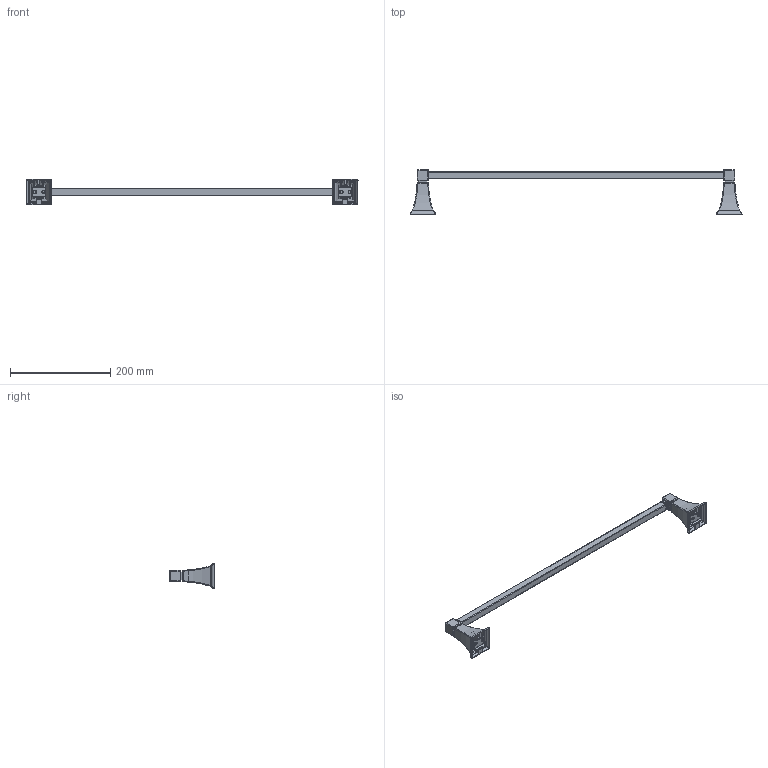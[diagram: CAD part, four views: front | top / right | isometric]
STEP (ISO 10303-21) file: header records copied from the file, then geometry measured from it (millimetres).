
FILE_DESCRIPTION((''),'2;1');
FILE_NAME('81-02_ASM','2015-07-22T',('rsmith'),(''),'PRO/ENGINEER BY PARAMETRIC TECHNOLOGY CORPORATION, 2013150','PRO/ENGINEER BY PARAMETRIC TECHNOLOGY CORPORATION, 2013150','');
FILE_SCHEMA(('CONFIG_CONTROL_DESIGN'));
Length unit declared in the file: millimetre
Products named in the file (9): CCDB0155; CCDB0156; CTCP0256; CCPB0115; CTST0051; CCKT0030; CTST0224; CTST0116; 81-02_ASM
Assembly tree (15 placements, depth 2):
  81-02_ASM
    CCDB0155  x2
    CCDB0156  x2
    CTCP0256  x2
    CCPB0115
    CTST0051  x2
    CCKT0030  x2
    CTST0224  x2
    CTST0116  x2
Bounding box: 662.3 x 89 x 50.8 mm (x, y, z)
Volume: 96381.2 mm3; surface area: 116601.8 mm2
Topology: 15 solids, 27 shells, 1492 faces, 3622 edges, 2042 vertices
Faces by surface type: cylinder 672, plane 376, sphere 152, torus 144, bspline 108, cone 40
Entity records: 25962 total; most frequent: CARTESIAN_POINT 8488, DIRECTION 3837, ORIENTED_EDGE 3488, EDGE_CURVE 1757, AXIS2_PLACEMENT_3D 1506, VERTEX_POINT 1037, VECTOR 825, LINE 825
